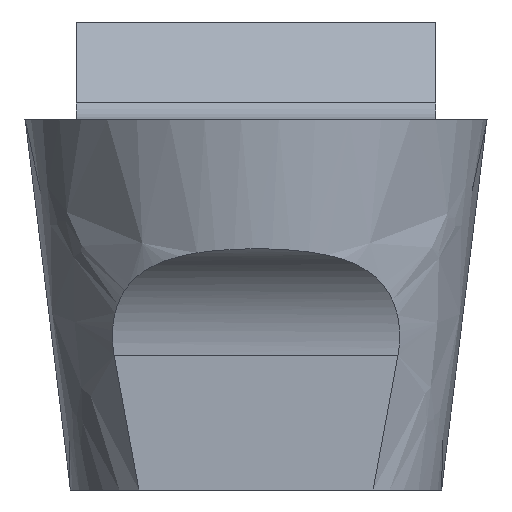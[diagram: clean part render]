
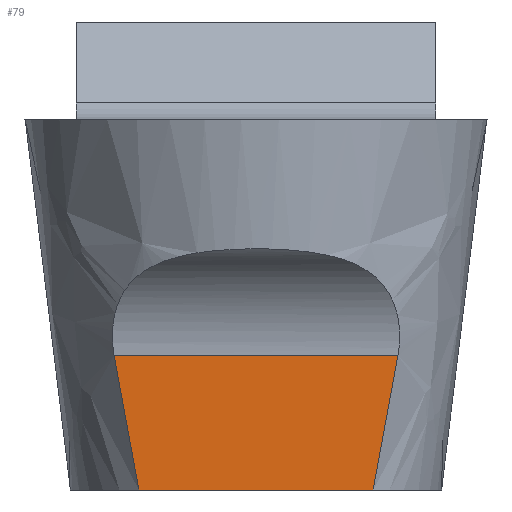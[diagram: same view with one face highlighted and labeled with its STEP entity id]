
A CAD part, front view. The second image highlights one B-rep face of the part: STEP entity #79.
In plain terms, the highlighted planar face has unit normal (0, -1, 0).
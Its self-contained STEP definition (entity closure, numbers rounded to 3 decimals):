
#79=ADVANCED_FACE('',(#125),#99,.T.);
#99=PLANE('',#608);
#125=FACE_OUTER_BOUND('',#153,.T.);
#153=EDGE_LOOP('',(#389,#390,#391,#392));
#161=LINE('',#768,#205);
#199=LINE('',#1222,#243);
#205=VECTOR('',#622,1.);
#243=VECTOR('',#704,1.);
#389=ORIENTED_EDGE('',*,*,#475,.T.);
#390=ORIENTED_EDGE('',*,*,#529,.T.);
#391=ORIENTED_EDGE('',*,*,#479,.T.);
#392=ORIENTED_EDGE('',*,*,#462,.F.);
#410=VERTEX_POINT('',#767);
#411=VERTEX_POINT('',#769);
#421=VERTEX_POINT('',#906);
#424=VERTEX_POINT('',#928);
#462=EDGE_CURVE('',#410,#411,#161,.T.);
#475=EDGE_CURVE('',#410,#421,#551,.T.);
#479=EDGE_CURVE('',#424,#411,#553,.T.);
#529=EDGE_CURVE('',#421,#424,#199,.T.);
#551=B_SPLINE_CURVE_WITH_KNOTS('',3,(#902,#903,#904,#905),.UNSPECIFIED.,
 .F.,.F.,(4,4),(0.,1.),.UNSPECIFIED.);
#553=B_SPLINE_CURVE_WITH_KNOTS('',3,(#924,#925,#926,#927),.UNSPECIFIED.,
 .F.,.F.,(4,4),(0.,1.),.UNSPECIFIED.);
#608=AXIS2_PLACEMENT_3D('',#1223,#705,#706);
#622=DIRECTION('',(-1.,0.,0.));
#704=DIRECTION('',(-1.,0.,0.));
#705=DIRECTION('',(0.,-1.,0.));
#706=DIRECTION('',(0.,0.,-1.));
#767=CARTESIAN_POINT('',(2.022,0.95,-6.389));
#768=CARTESIAN_POINT('',(-3.1,0.95,-6.389));
#769=CARTESIAN_POINT('',(-2.022,0.95,-6.389));
#902=CARTESIAN_POINT('',(2.022,0.95,-6.389));
#903=CARTESIAN_POINT('',(2.173,0.95,-5.618));
#904=CARTESIAN_POINT('',(2.314,0.95,-4.844));
#905=CARTESIAN_POINT('',(2.45,0.95,-4.07));
#906=CARTESIAN_POINT('',(2.45,0.95,-4.07));
#924=CARTESIAN_POINT('',(-2.45,0.95,-4.07));
#925=CARTESIAN_POINT('',(-2.314,0.95,-4.844));
#926=CARTESIAN_POINT('',(-2.173,0.95,-5.618));
#927=CARTESIAN_POINT('',(-2.022,0.95,-6.389));
#928=CARTESIAN_POINT('',(-2.45,0.95,-4.07));
#1222=CARTESIAN_POINT('',(10.,0.95,-4.07));
#1223=CARTESIAN_POINT('',(10.,0.95,-14.07));
